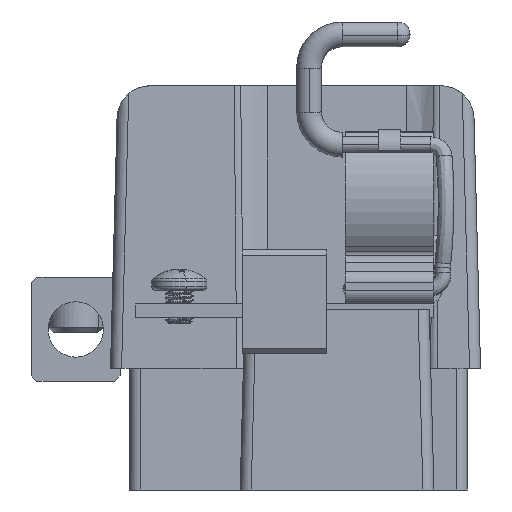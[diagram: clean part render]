
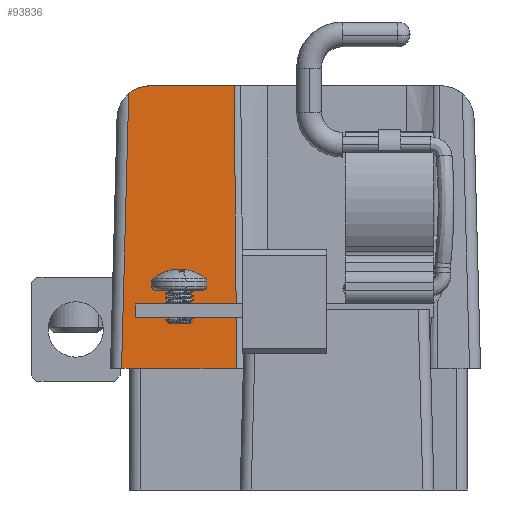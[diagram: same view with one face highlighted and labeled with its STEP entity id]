
A CAD part, left-side view. The second image highlights one B-rep face of the part: STEP entity #93836.
In plain terms, the highlighted planar face has unit normal (-1, 0, 0.026).
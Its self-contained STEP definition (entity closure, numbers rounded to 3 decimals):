
#996 = CARTESIAN_POINT ( 'NONE',  ( -34.5, 0., 0. ) ) ;
#1003 = DIRECTION ( 'NONE',  ( -0.026, 0.026, -0.999 ) ) ;
#1233 = CARTESIAN_POINT ( 'NONE',  ( -32.759, 18.518, 66.475 ) ) ;
#1355 = EDGE_CURVE ( 'NONE', #9456, #87453, #30510, .T. ) ;
#2405 = VECTOR ( 'NONE', #1003, 1000. ) ;
#9456 = VERTEX_POINT ( 'NONE', #80930 ) ;
#11534 = EDGE_CURVE ( 'NONE', #105216, #87996, #40593, .T. ) ;
#11843 = ORIENTED_EDGE ( 'NONE', *, *, #64944, .F. ) ;
#15474 = CARTESIAN_POINT ( 'NONE',  ( -33.924, 0., 22. ) ) ;
#18368 = CARTESIAN_POINT ( 'NONE',  ( -32.702, 18.537, 68.65 ) ) ;
#29968 = VECTOR ( 'NONE', #71695, 1000. ) ;
#30303 = CARTESIAN_POINT ( 'NONE',  ( -34.473, 39.474, 1.033 ) ) ;
#30510 = B_SPLINE_CURVE_WITH_KNOTS ( 'NONE', 3,
 ( #111833, #119815, #102062, #46468, #55658, #66589, #1233, #18368, #64182, #102653 ),
 .UNSPECIFIED., .F., .F.,
 ( 4, 3, 3, 4 ),
 ( 0., 0.026, 0.044, 0.051 ),
 .UNSPECIFIED. ) ;
#34457 = LINE ( 'NONE', #15474, #29968 ) ;
#40593 =( BOUNDED_CURVE ( )  B_SPLINE_CURVE ( 3, ( #119451, #63243, #53492, #62634 ),
 .UNSPECIFIED., .F., .F. ) 
 B_SPLINE_CURVE_WITH_KNOTS ( ( 4, 4 ),
 ( 3.142, 3.845 ),
 .UNSPECIFIED. ) 
 CURVE ( )  GEOMETRIC_REPRESENTATION_ITEM ( )  RATIONAL_B_SPLINE_CURVE ( ( 1., 0.959, 0.959, 1. ) ) 
 REPRESENTATION_ITEM ( '' )  );
#46468 = CARTESIAN_POINT ( 'NONE',  ( -33.256, 18.354, 47.493 ) ) ;
#48615 = DIRECTION ( 'NONE',  ( 0.026, 0., 1. ) ) ;
#49591 = ORIENTED_EDGE ( 'NONE', *, *, #59350, .F. ) ;
#50927 = ORIENTED_EDGE ( 'NONE', *, *, #87780, .T. ) ;
#51618 = CARTESIAN_POINT ( 'NONE',  ( -33.924, 37.5, 22. ) ) ;
#53008 = ORIENTED_EDGE ( 'NONE', *, *, #11534, .T. ) ;
#53492 = CARTESIAN_POINT ( 'NONE',  ( -32.601, 36.531, 72.504 ) ) ;
#54230 = ORIENTED_EDGE ( 'NONE', *, *, #56133, .F. ) ;
#55658 = CARTESIAN_POINT ( 'NONE',  ( -33.091, 18.41, 53.82 ) ) ;
#56133 = EDGE_CURVE ( 'NONE', #80997, #75901, #110085, .T. ) ;
#59350 = EDGE_CURVE ( 'NONE', #9456, #80997, #34457, .T. ) ;
#62447 = DIRECTION ( 'NONE',  ( 0., 1., 0. ) ) ;
#62634 = CARTESIAN_POINT ( 'NONE',  ( -32.626, 37.626, 71.574 ) ) ;
#63243 = CARTESIAN_POINT ( 'NONE',  ( -32.588, 35.181, 73. ) ) ;
#64182 = CARTESIAN_POINT ( 'NONE',  ( -32.645, 18.555, 70.825 ) ) ;
#64944 = EDGE_CURVE ( 'NONE', #105216, #87453, #78126, .T. ) ;
#66589 = CARTESIAN_POINT ( 'NONE',  ( -32.925, 18.464, 60.148 ) ) ;
#66843 = VECTOR ( 'NONE', #62447, 1000. ) ;
#68649 = ORIENTED_EDGE ( 'NONE', *, *, #1355, .T. ) ;
#71695 = DIRECTION ( 'NONE',  ( 0., 1., 0. ) ) ;
#73845 = CARTESIAN_POINT ( 'NONE',  ( -32.588, 18.573, 73. ) ) ;
#75901 = VERTEX_POINT ( 'NONE', #116526 ) ;
#78126 = LINE ( 'NONE', #114221, #100075 ) ;
#80930 = CARTESIAN_POINT ( 'NONE',  ( -33.924, 18.127, 22. ) ) ;
#80997 = VERTEX_POINT ( 'NONE', #51618 ) ;
#84702 = FACE_OUTER_BOUND ( 'NONE', #85798, .T. ) ;
#85292 = LINE ( 'NONE', #30303, #2405 ) ;
#85798 = EDGE_LOOP ( 'NONE', ( #49591, #68649, #11843, #53008, #50927, #54230 ) ) ;
#87453 = VERTEX_POINT ( 'NONE', #73845 ) ;
#87780 = EDGE_CURVE ( 'NONE', #87996, #75901, #85292, .T. ) ;
#87996 = VERTEX_POINT ( 'NONE', #114596 ) ;
#93836 = ADVANCED_FACE ( 'NONE', ( #84702 ), #95055, .T. ) ;
#95055 = PLANE ( 'NONE',  #102099 ) ;
#100075 = VECTOR ( 'NONE', #115419, 1000. ) ;
#102062 = CARTESIAN_POINT ( 'NONE',  ( -33.479, 18.28, 38.995 ) ) ;
#102099 = AXIS2_PLACEMENT_3D ( 'NONE', #996, #103009, #48615 ) ;
#102653 = CARTESIAN_POINT ( 'NONE',  ( -32.588, 18.573, 73. ) ) ;
#103009 = DIRECTION ( 'NONE',  ( -1., 0., 0.026 ) ) ;
#103391 = CARTESIAN_POINT ( 'NONE',  ( -32.588, 33.743, 73. ) ) ;
#105216 = VERTEX_POINT ( 'NONE', #103391 ) ;
#110085 = LINE ( 'NONE', #118652, #66843 ) ;
#111833 = CARTESIAN_POINT ( 'NONE',  ( -33.924, 18.127, 22. ) ) ;
#114221 = CARTESIAN_POINT ( 'NONE',  ( -32.588, 41.5, 73. ) ) ;
#114596 = CARTESIAN_POINT ( 'NONE',  ( -32.626, 37.626, 71.574 ) ) ;
#115419 = DIRECTION ( 'NONE',  ( 0., -1., 0. ) ) ;
#116526 = CARTESIAN_POINT ( 'NONE',  ( -33.924, 38.925, 22. ) ) ;
#118652 = CARTESIAN_POINT ( 'NONE',  ( -33.924, 0., 22. ) ) ;
#119451 = CARTESIAN_POINT ( 'NONE',  ( -32.588, 33.743, 73. ) ) ;
#119815 = CARTESIAN_POINT ( 'NONE',  ( -33.701, 18.204, 30.498 ) ) ;
